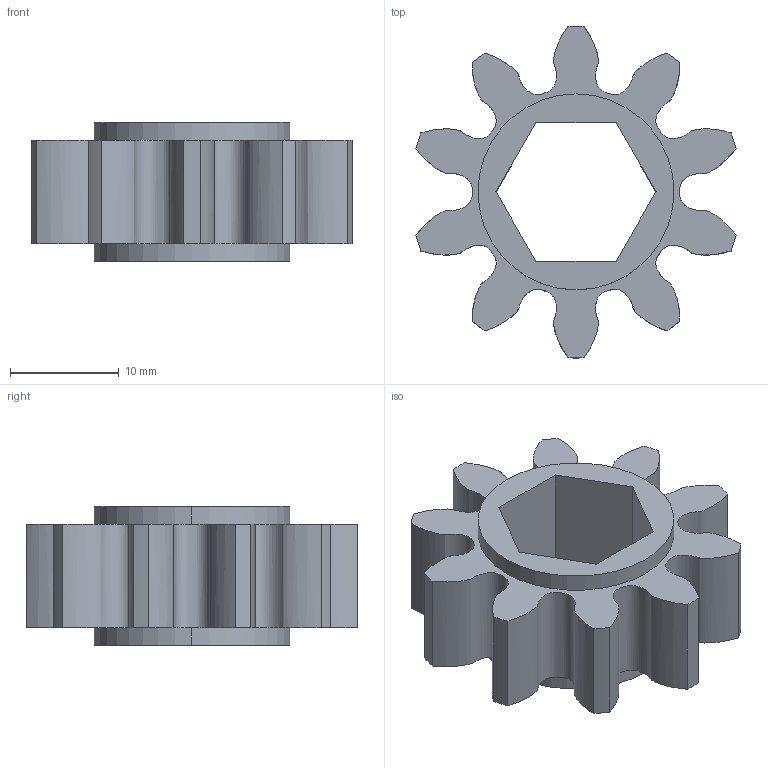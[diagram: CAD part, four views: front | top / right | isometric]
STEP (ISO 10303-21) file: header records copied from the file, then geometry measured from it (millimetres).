
FILE_DESCRIPTION (( 'STEP AP214' ), '1' );
FILE_NAME ('217-8036 20210904.STEP', '2021-09-14T20:47:13', ( '' ), ( '' ), 'SwSTEP 2.0', 'SolidWorks 2019', '' );
FILE_SCHEMA (( 'AUTOMOTIVE_DESIGN' ));
Length unit declared in the file: millimetre
Products named in the file (1): 217-8036 20210904
Bounding box: 29.41 x 30.48 x 12.7 mm (x, y, z)
Volume: 3858.3 mm3; surface area: 2921.9 mm2
Topology: 1 solids, 1 shells, 34 faces, 90 edges, 60 vertices
Faces by surface type: cylinder 14, plane 10, bspline 10
Entity records: 6560 total; most frequent: CARTESIAN_POINT 5715, ORIENTED_EDGE 180, DIRECTION 148, EDGE_CURVE 90, VERTEX_POINT 60, AXIS2_PLACEMENT_3D 53, LINE 42, VECTOR 42
